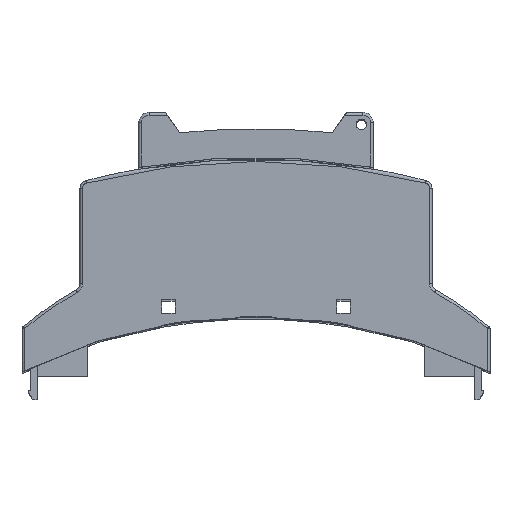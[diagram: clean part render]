
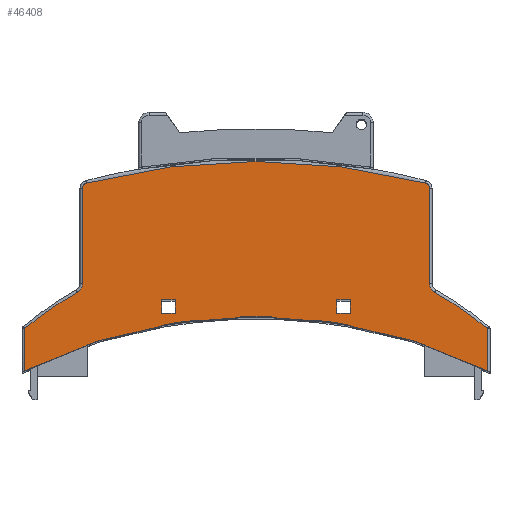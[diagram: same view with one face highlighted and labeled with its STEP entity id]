
A CAD part, top view. The second image highlights one B-rep face of the part: STEP entity #46408.
In plain terms, the highlighted planar face has unit normal (0, 0, 1).
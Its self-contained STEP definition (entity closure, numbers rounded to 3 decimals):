
#183=FACE_BOUND('',#2777,.T.);
#184=FACE_BOUND('',#2778,.T.);
#464=FACE_OUTER_BOUND('',#2776,.T.);
#2776=EDGE_LOOP('',(#30543,#30544,#30545,#30546,#30547,#30548,#30549,#30550,
#30551,#30552,#30553,#30554));
#2777=EDGE_LOOP('',(#30555,#30556,#30557,#30558));
#2778=EDGE_LOOP('',(#30559,#30560,#30561,#30562));
#5353=CIRCLE('',#48759,129.2);
#5354=CIRCLE('',#48760,1.);
#5355=CIRCLE('',#48761,2.);
#5356=CIRCLE('',#48762,69.5);
#5357=CIRCLE('',#48763,99.5);
#5358=CIRCLE('',#48764,69.5);
#5359=CIRCLE('',#48765,2.);
#5360=CIRCLE('',#48766,1.);
#5701=LINE('',#63381,#12335);
#5708=LINE('',#63396,#12342);
#5713=LINE('',#63411,#12347);
#5714=LINE('',#63417,#12348);
#5715=LINE('',#63421,#12349);
#5716=LINE('',#63427,#12350);
#5717=LINE('',#63429,#12351);
#5718=LINE('',#63430,#12352);
#5719=LINE('',#63433,#12353);
#5720=LINE('',#63435,#12354);
#5721=LINE('',#63437,#12355);
#5722=LINE('',#63438,#12356);
#12335=VECTOR('',#51493,1.);
#12342=VECTOR('',#51504,1.);
#12347=VECTOR('',#51519,1.);
#12348=VECTOR('',#51524,1.);
#12349=VECTOR('',#51527,1.);
#12350=VECTOR('',#51532,1.);
#12351=VECTOR('',#51535,1.);
#12352=VECTOR('',#51536,1.);
#12353=VECTOR('',#51537,1.);
#12354=VECTOR('',#51538,1.);
#12355=VECTOR('',#51539,1.);
#12356=VECTOR('',#51540,1.);
#18985=VERTEX_POINT('',#63379);
#18986=VERTEX_POINT('',#63380);
#18991=VERTEX_POINT('',#63394);
#18992=VERTEX_POINT('',#63395);
#18994=VERTEX_POINT('',#63405);
#18995=VERTEX_POINT('',#63406);
#18996=VERTEX_POINT('',#63408);
#18997=VERTEX_POINT('',#63410);
#18998=VERTEX_POINT('',#63412);
#18999=VERTEX_POINT('',#63414);
#19000=VERTEX_POINT('',#63416);
#19001=VERTEX_POINT('',#63418);
#19002=VERTEX_POINT('',#63420);
#19003=VERTEX_POINT('',#63422);
#19004=VERTEX_POINT('',#63424);
#19005=VERTEX_POINT('',#63426);
#19006=VERTEX_POINT('',#63431);
#19007=VERTEX_POINT('',#63432);
#19008=VERTEX_POINT('',#63434);
#19009=VERTEX_POINT('',#63436);
#23592=EDGE_CURVE('',#18985,#18986,#5701,.T.);
#23599=EDGE_CURVE('',#18991,#18992,#5708,.T.);
#23605=EDGE_CURVE('',#18994,#18995,#5353,.T.);
#23606=EDGE_CURVE('',#18994,#18996,#5354,.T.);
#23607=EDGE_CURVE('',#18996,#18997,#5713,.T.);
#23608=EDGE_CURVE('',#18998,#18997,#5355,.T.);
#23609=EDGE_CURVE('',#18998,#18999,#5356,.T.);
#23610=EDGE_CURVE('',#18999,#19000,#5714,.T.);
#23611=EDGE_CURVE('',#19001,#19000,#5357,.T.);
#23612=EDGE_CURVE('',#19002,#19001,#5715,.T.);
#23613=EDGE_CURVE('',#19003,#19002,#5358,.T.);
#23614=EDGE_CURVE('',#19003,#19004,#5359,.T.);
#23615=EDGE_CURVE('',#19005,#19004,#5716,.T.);
#23616=EDGE_CURVE('',#19005,#18995,#5360,.T.);
#23617=EDGE_CURVE('',#18986,#18991,#5717,.T.);
#23618=EDGE_CURVE('',#18985,#18992,#5718,.T.);
#23619=EDGE_CURVE('',#19006,#19007,#5719,.T.);
#23620=EDGE_CURVE('',#19008,#19006,#5720,.T.);
#23621=EDGE_CURVE('',#19009,#19008,#5721,.T.);
#23622=EDGE_CURVE('',#19007,#19009,#5722,.T.);
#30543=ORIENTED_EDGE('',*,*,#23605,.F.);
#30544=ORIENTED_EDGE('',*,*,#23606,.T.);
#30545=ORIENTED_EDGE('',*,*,#23607,.T.);
#30546=ORIENTED_EDGE('',*,*,#23608,.F.);
#30547=ORIENTED_EDGE('',*,*,#23609,.T.);
#30548=ORIENTED_EDGE('',*,*,#23610,.T.);
#30549=ORIENTED_EDGE('',*,*,#23611,.F.);
#30550=ORIENTED_EDGE('',*,*,#23612,.F.);
#30551=ORIENTED_EDGE('',*,*,#23613,.F.);
#30552=ORIENTED_EDGE('',*,*,#23614,.T.);
#30553=ORIENTED_EDGE('',*,*,#23615,.F.);
#30554=ORIENTED_EDGE('',*,*,#23616,.T.);
#30555=ORIENTED_EDGE('',*,*,#23617,.T.);
#30556=ORIENTED_EDGE('',*,*,#23599,.T.);
#30557=ORIENTED_EDGE('',*,*,#23618,.F.);
#30558=ORIENTED_EDGE('',*,*,#23592,.T.);
#30559=ORIENTED_EDGE('',*,*,#23619,.F.);
#30560=ORIENTED_EDGE('',*,*,#23620,.F.);
#30561=ORIENTED_EDGE('',*,*,#23621,.F.);
#30562=ORIENTED_EDGE('',*,*,#23622,.F.);
#44235=PLANE('',#48758);
#46408=ADVANCED_FACE('',(#464,#183,#184),#44235,.F.);
#48758=AXIS2_PLACEMENT_3D('',#63404,#51513,#51514);
#48759=AXIS2_PLACEMENT_3D('',#63407,#51515,#51516);
#48760=AXIS2_PLACEMENT_3D('',#63409,#51517,#51518);
#48761=AXIS2_PLACEMENT_3D('',#63413,#51520,#51521);
#48762=AXIS2_PLACEMENT_3D('',#63415,#51522,#51523);
#48763=AXIS2_PLACEMENT_3D('',#63419,#51525,#51526);
#48764=AXIS2_PLACEMENT_3D('',#63423,#51528,#51529);
#48765=AXIS2_PLACEMENT_3D('',#63425,#51530,#51531);
#48766=AXIS2_PLACEMENT_3D('',#63428,#51533,#51534);
#51493=DIRECTION('',(-1.,0.,0.));
#51504=DIRECTION('',(1.,0.,0.));
#51513=DIRECTION('center_axis',(0.,0.,
-1.));
#51514=DIRECTION('ref_axis',(1.,0.,0.));
#51515=DIRECTION('center_axis',(0.,0.,
-1.));
#51516=DIRECTION('ref_axis',(1.,0.,0.));
#51517=DIRECTION('center_axis',(0.,0.,1.));
#51518=DIRECTION('ref_axis',(-1.,0.,0.));
#51519=DIRECTION('',(0.,-1.,0.));
#51520=DIRECTION('center_axis',(0.,0.,
1.));
#51521=DIRECTION('ref_axis',(0.,1.,0.));
#51522=DIRECTION('center_axis',(0.,0.,
1.));
#51523=DIRECTION('ref_axis',(0.,1.,0.));
#51524=DIRECTION('',(0.,-1.,0.));
#51525=DIRECTION('center_axis',(0.,0.,
1.));
#51526=DIRECTION('ref_axis',(1.,0.,0.));
#51527=DIRECTION('',(0.,-1.,0.));
#51528=DIRECTION('center_axis',(0.,0.,
-1.));
#51529=DIRECTION('ref_axis',(0.,-1.,0.));
#51530=DIRECTION('center_axis',(0.,0.,
-1.));
#51531=DIRECTION('ref_axis',(0.,-1.,0.));
#51532=DIRECTION('',(0.,-1.,0.));
#51533=DIRECTION('center_axis',(0.,0.,1.));
#51534=DIRECTION('ref_axis',(-1.,0.,0.));
#51535=DIRECTION('',(0.,1.,0.));
#51536=DIRECTION('',(0.,1.,0.));
#51537=DIRECTION('',(1.,0.,0.));
#51538=DIRECTION('',(0.,-1.,0.));
#51539=DIRECTION('',(-1.,0.,0.));
#51540=DIRECTION('',(0.,1.,0.));
#63379=CARTESIAN_POINT('',(18.1,16.2,161.8));
#63380=CARTESIAN_POINT('',(15.5,16.2,161.8));
#63381=CARTESIAN_POINT('',(-5.65,16.2,161.8));
#63394=CARTESIAN_POINT('',(15.5,18.8,161.8));
#63395=CARTESIAN_POINT('',(18.1,18.8,161.8));
#63396=CARTESIAN_POINT('',(-5.65,18.8,161.8));
#63404=CARTESIAN_POINT('Origin',(18.346,37.989,161.8));
#63405=CARTESIAN_POINT('',(-32.502,41.145,161.8));
#63406=CARTESIAN_POINT('',(32.502,41.145,161.8));
#63407=CARTESIAN_POINT('Origin',(0.,-83.9,
161.8));
#63408=CARTESIAN_POINT('',(-33.25,40.177,161.8));
#63409=CARTESIAN_POINT('Origin',(-32.25,40.177,161.8));
#63410=CARTESIAN_POINT('',(-33.25,21.957,161.8));
#63411=CARTESIAN_POINT('',(-33.25,-2.3,161.8));
#63412=CARTESIAN_POINT('',(-34.264,20.217,161.8));
#63413=CARTESIAN_POINT('Origin',(-35.25,21.957,161.8));
#63414=CARTESIAN_POINT('',(-44.35,13.26,161.8));
#63415=CARTESIAN_POINT('Origin',(0.,-40.25,
161.8));
#63416=CARTESIAN_POINT('',(-44.35,5.169,161.8));
#63417=CARTESIAN_POINT('',(-44.35,-2.3,161.8));
#63418=CARTESIAN_POINT('',(44.35,5.169,161.8));
#63419=CARTESIAN_POINT('Origin',(0.,-83.9,
161.8));
#63420=CARTESIAN_POINT('',(44.35,13.26,161.8));
#63421=CARTESIAN_POINT('',(44.35,-2.3,161.8));
#63422=CARTESIAN_POINT('',(34.264,20.217,161.8));
#63423=CARTESIAN_POINT('Origin',(0.,-40.25,
161.8));
#63424=CARTESIAN_POINT('',(33.25,21.957,161.8));
#63425=CARTESIAN_POINT('Origin',(35.25,21.957,161.8));
#63426=CARTESIAN_POINT('',(33.25,40.177,161.8));
#63427=CARTESIAN_POINT('',(33.25,-2.3,161.8));
#63428=CARTESIAN_POINT('Origin',(32.25,40.177,161.8));
#63429=CARTESIAN_POINT('',(15.5,-2.3,161.8));
#63430=CARTESIAN_POINT('',(18.1,-2.3,161.8));
#63431=CARTESIAN_POINT('',(-18.1,16.2,161.8));
#63432=CARTESIAN_POINT('',(-15.5,16.2,161.8));
#63433=CARTESIAN_POINT('',(-5.65,16.2,161.8));
#63434=CARTESIAN_POINT('',(-18.1,18.8,161.8));
#63435=CARTESIAN_POINT('',(-18.1,-2.3,161.8));
#63436=CARTESIAN_POINT('',(-15.5,18.8,161.8));
#63437=CARTESIAN_POINT('',(-5.65,18.8,161.8));
#63438=CARTESIAN_POINT('',(-15.5,-2.3,161.8));
